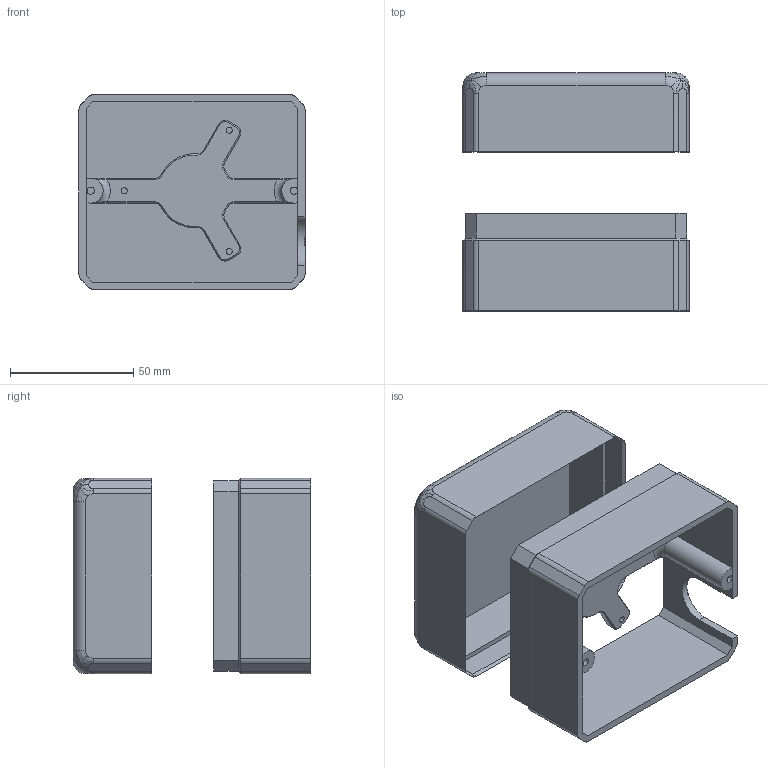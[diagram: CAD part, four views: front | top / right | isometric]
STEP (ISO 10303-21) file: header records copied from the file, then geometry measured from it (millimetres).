
FILE_DESCRIPTION(/* description */ (''),/* implementation_level */ '2;1');
FILE_NAME(/* name */ 'cpapbox.step',/* time_stamp */ '2023-07-14T13:02:08-04:00',/* author */ (''),/* organization */ (''),/* preprocessor_version */ 'ST-DEVELOPER v19.2',/* originating_system */ 'Autodesk Translation Framework v12.6.0.85',/* authorisation */ '');
FILE_SCHEMA (('AUTOMOTIVE_DESIGN { 1 0 10303 214 3 1 1 }'));
Length unit declared in the file: millimetre
Products named in the file (3): CPAP Muffler; CPAP fan mount v13; Mount
Assembly tree (2 placements, depth 3):
  CPAP Muffler
    CPAP fan mount v13
      Mount
Bounding box: 91.66 x 96.44 x 79.15 mm (x, y, z)
Volume: 83147.3 mm3; surface area: 64584.8 mm2
Topology: 2 solids, 2 shells, 234 faces, 596 edges, 364 vertices
Faces by surface type: plane 106, cylinder 46, cone 40, bspline 40, torus 2
Full cylindrical faces by diameter (mm): 2.5 x3, 3 x2
Entity records: 12163 total; most frequent: CARTESIAN_POINT 6523, ORIENTED_EDGE 1192, DIRECTION 1130, EDGE_CURVE 596, AXIS2_PLACEMENT_3D 395, VERTEX_POINT 364, LINE 340, VECTOR 340
